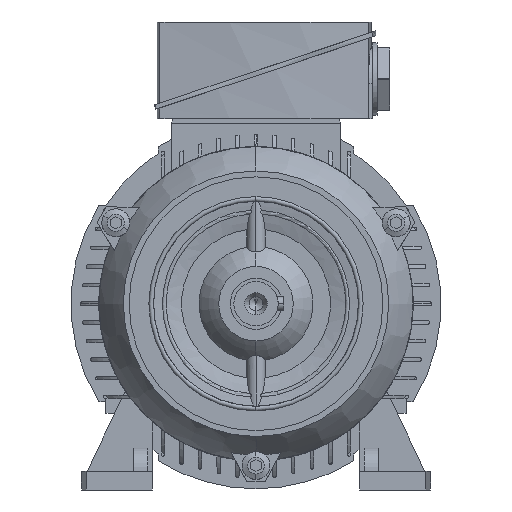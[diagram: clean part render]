
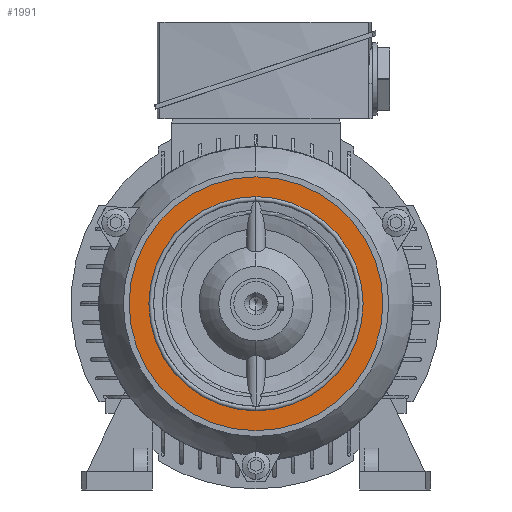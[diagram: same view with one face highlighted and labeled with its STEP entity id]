
A CAD part, left-side view. The second image highlights one B-rep face of the part: STEP entity #1991.
In plain terms, the highlighted planar face has unit normal (-1, 0, 0).
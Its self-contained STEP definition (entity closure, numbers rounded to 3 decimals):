
#1991=ADVANCED_FACE('',(#4009,#4010),#4011,.T.);
#4009=FACE_BOUND('',#6023,.T.);
#4010=FACE_OUTER_BOUND('',#6024,.T.);
#4011=PLANE('',#6025);
#6023=EDGE_LOOP('',(#12354,#12355));
#6024=EDGE_LOOP('',(#12356,#12357,#12358));
#6025=AXIS2_PLACEMENT_3D('',#12359,#12360,#12361);
#12354=ORIENTED_EDGE('',*,*,#12398,.T.);
#12355=ORIENTED_EDGE('',*,*,#12394,.T.);
#12356=ORIENTED_EDGE('',*,*,#14903,.F.);
#12357=ORIENTED_EDGE('',*,*,#14904,.F.);
#12358=ORIENTED_EDGE('',*,*,#12403,.F.);
#12359=CARTESIAN_POINT('',(-17.5,49.75,0.0));
#12360=DIRECTION('',(-1.0,0.0,0.0));
#12361=DIRECTION('',(0.0,-1.0,0.0));
#12394=EDGE_CURVE('',#14916,#14914,#14917,.T.);
#12398=EDGE_CURVE('',#14914,#14916,#14921,.T.);
#12403=EDGE_CURVE('',#14928,#14924,#14930,.T.);
#14903=EDGE_CURVE('',#18649,#14928,#18650,.T.);
#14904=EDGE_CURVE('',#14924,#18649,#18651,.T.);
#14914=VERTEX_POINT('',#18661);
#14916=VERTEX_POINT('',#18663);
#14917=CIRCLE('',#18664,46.0);
#14921=CIRCLE('',#18668,46.0);
#14924=VERTEX_POINT('',#18671);
#14928=VERTEX_POINT('',#18676);
#14930=CIRCLE('',#18679,54.5);
#18649=VERTEX_POINT('',#26590);
#18650=CIRCLE('',#26591,54.5);
#18651=CIRCLE('',#26592,54.5);
#18661=CARTESIAN_POINT('',(-17.5,0.,-46.0));
#18663=CARTESIAN_POINT('',(-17.5,0.,46.0));
#18664=AXIS2_PLACEMENT_3D('',#26604,#26605,#26606);
#18668=AXIS2_PLACEMENT_3D('',#26613,#26614,#26615);
#18671=CARTESIAN_POINT('',(-17.5,54.5,0.));
#18676=CARTESIAN_POINT('',(-17.5,-54.5,0.));
#18679=AXIS2_PLACEMENT_3D('',#26621,#26622,#26623);
#26590=CARTESIAN_POINT('',(-17.5,0.0,54.5));
#26591=AXIS2_PLACEMENT_3D('',#29269,#29270,#29271);
#26592=AXIS2_PLACEMENT_3D('',#29272,#29273,#29274);
#26604=CARTESIAN_POINT('',(-17.5,0.0,0.0));
#26605=DIRECTION('',(1.0,0.0,-0.0));
#26606=DIRECTION('',(0.0,0.0,1.0));
#26613=CARTESIAN_POINT('',(-17.5,0.0,0.0));
#26614=DIRECTION('',(1.0,0.0,-0.0));
#26615=DIRECTION('',(0.0,0.0,1.0));
#26621=CARTESIAN_POINT('',(-17.5,0.0,0.0));
#26622=DIRECTION('',(1.0,0.0,0.0));
#26623=DIRECTION('',(0.0,1.0,0.0));
#29269=CARTESIAN_POINT('',(-17.5,0.0,0.0));
#29270=DIRECTION('',(1.0,0.0,0.0));
#29271=DIRECTION('',(0.0,1.0,0.0));
#29272=CARTESIAN_POINT('',(-17.5,0.0,0.0));
#29273=DIRECTION('',(1.0,0.0,0.0));
#29274=DIRECTION('',(0.0,1.0,0.0));
